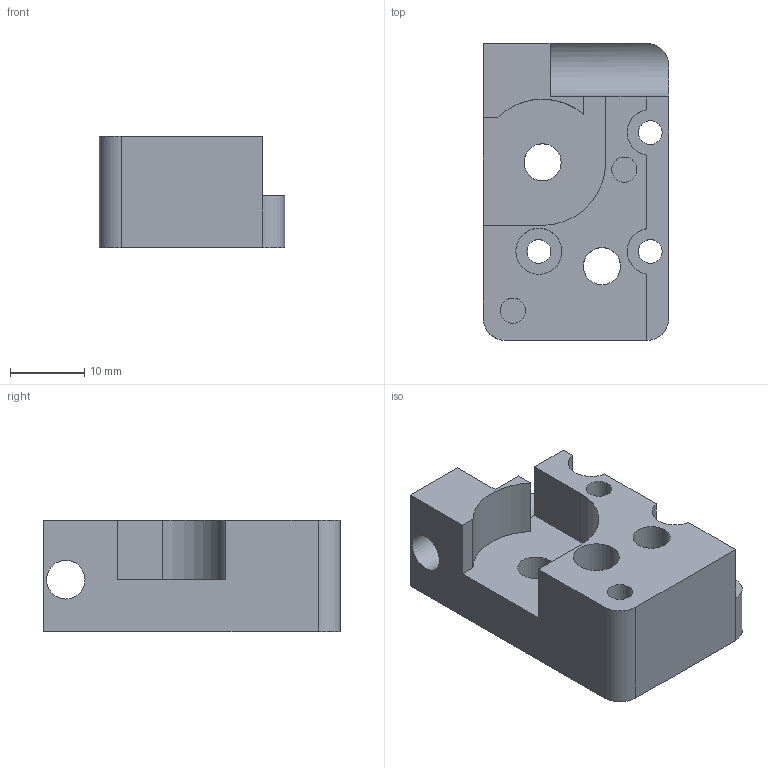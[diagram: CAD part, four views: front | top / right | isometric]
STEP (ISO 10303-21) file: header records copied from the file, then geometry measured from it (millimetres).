
FILE_DESCRIPTION(('FreeCAD Model'),'2;1');
FILE_NAME('Open CASCADE Shape Model','2025-09-06T11:48:22',(''),(''), 'Open CASCADE STEP processor 7.9','FreeCAD','Unknown');
FILE_SCHEMA(('AUTOMOTIVE_DESIGN { 1 0 10303 214 1 1 1 1 }'));
Length unit declared in the file: millimetre
Products named in the file (1): XYRight0
Bounding box: 25 x 40 x 15 mm (x, y, z)
Volume: 9212.4 mm3; surface area: 5190.3 mm2
Topology: 1 solids, 1 shells, 53 faces, 134 edges, 88 vertices
Faces by surface type: plane 36, cylinder 17
Full cylindrical faces by diameter (mm): 3.2 x3, 3.4 x2, 5 x2, 5.2 x1, 6.2 x1
Entity records: 1671 total; most frequent: CARTESIAN_POINT 314, DIRECTION 273, ORIENTED_EDGE 268, EDGE_CURVE 134, LINE 99, VECTOR 99, VERTEX_POINT 88, AXIS2_PLACEMENT_3D 87
